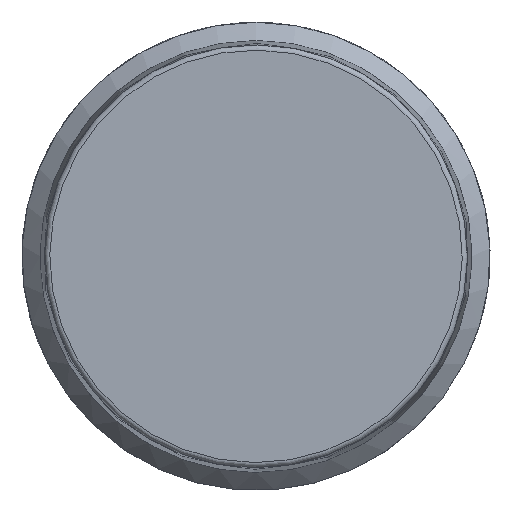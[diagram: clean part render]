
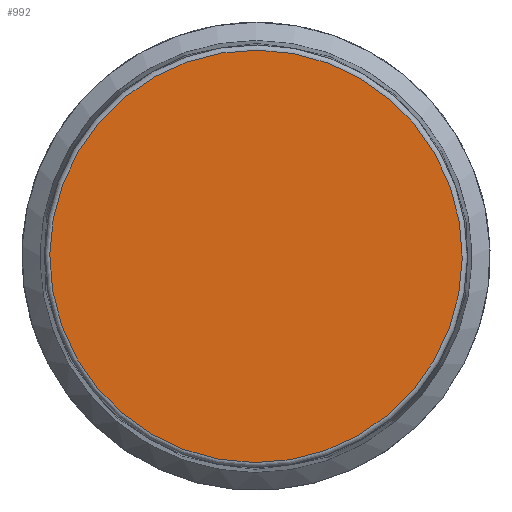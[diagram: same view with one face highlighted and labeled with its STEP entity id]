
A CAD part, left-side view. The second image highlights one B-rep face of the part: STEP entity #992.
In plain terms, the highlighted planar face has unit normal (-1, 0, 0).
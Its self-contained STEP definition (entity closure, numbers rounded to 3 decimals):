
#71=PLANE('',#1086);
#242=FACE_OUTER_BOUND('',#308,.T.);
#308=EDGE_LOOP('',(#808));
#372=CIRCLE('',#1085,7.929);
#469=VERTEX_POINT('',#1956);
#618=EDGE_CURVE('',#469,#469,#372,.T.);
#808=ORIENTED_EDGE('',*,*,#618,.T.);
#992=ADVANCED_FACE('',(#242),#71,.F.);
#1085=AXIS2_PLACEMENT_3D('',#1957,#1280,#1281);
#1086=AXIS2_PLACEMENT_3D('',#1958,#1282,#1283);
#1280=DIRECTION('center_axis',(-1.,0.,0.));
#1281=DIRECTION('ref_axis',(0.,0.008,-1.));
#1282=DIRECTION('center_axis',(1.,0.,0.));
#1283=DIRECTION('ref_axis',(0.,0.,1.));
#1956=CARTESIAN_POINT('',(-60.,0.066,-7.929));
#1957=CARTESIAN_POINT('Origin',(-60.,0.,0.));
#1958=CARTESIAN_POINT('Origin',(-60.,0.,0.));
